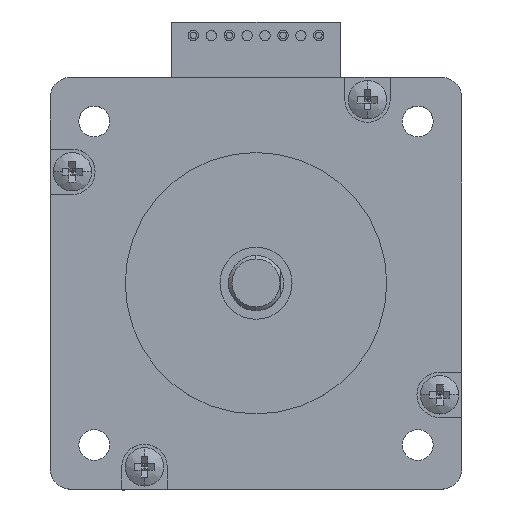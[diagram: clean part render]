
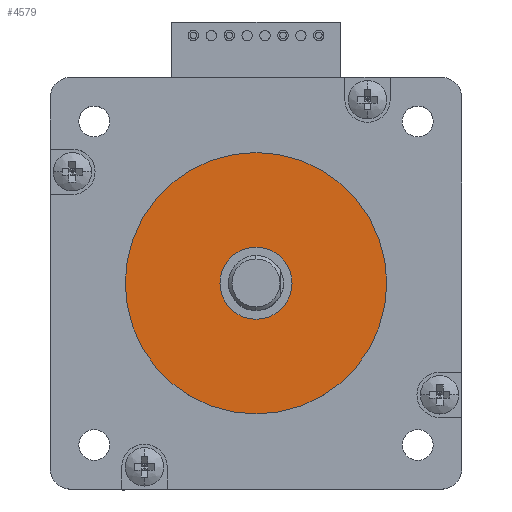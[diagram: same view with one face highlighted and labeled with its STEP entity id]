
A CAD part, top view. The second image highlights one B-rep face of the part: STEP entity #4579.
In plain terms, the highlighted face is planar.
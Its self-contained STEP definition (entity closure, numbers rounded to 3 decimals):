
#2745 = CARTESIAN_POINT ( 'NONE',  ( -19.05, 0., -1.6 ) ) ;
#4326 = DIRECTION ( 'NONE',  ( -1., 0., 0. ) ) ;
#4376 = DIRECTION ( 'NONE',  ( 0., 0., 1. ) ) ;
#4514 = CARTESIAN_POINT ( 'NONE',  ( 0., 0., -1.6 ) ) ;
#4579 = ADVANCED_FACE ( 'NONE', ( #14002, #12790 ), #20801, .T. ) ;
#9393 = EDGE_CURVE ( 'NONE', #23656, #40761, #15161, .T. ) ;
#10000 = VERTEX_POINT ( 'NONE', #30233 ) ;
#10743 = AXIS2_PLACEMENT_3D ( 'NONE', #11022, #10970, #10926 ) ;
#10926 = DIRECTION ( 'NONE',  ( -1., 0., 0. ) ) ;
#10970 = DIRECTION ( 'NONE',  ( 0., 0., 1. ) ) ;
#11022 = CARTESIAN_POINT ( 'NONE',  ( 0., 0., -1.6 ) ) ;
#12790 = FACE_OUTER_BOUND ( 'NONE', #34711, .T. ) ;
#14002 = FACE_BOUND ( 'NONE', #25934, .T. ) ;
#15161 = CIRCLE ( 'NONE', #17580, 19.05 ) ;
#15481 = EDGE_CURVE ( 'NONE', #44684, #10000, #42541, .T. ) ;
#17580 = AXIS2_PLACEMENT_3D ( 'NONE', #44509, #44277, #44077 ) ;
#19690 = CARTESIAN_POINT ( 'NONE',  ( 19.832, 19.812, -1.6 ) ) ;
#19834 = AXIS2_PLACEMENT_3D ( 'NONE', #19690, #44540, #43834 ) ;
#20250 = CIRCLE ( 'NONE', #21081, 19.05 ) ;
#20801 = PLANE ( 'NONE',  #19834 ) ;
#21081 = AXIS2_PLACEMENT_3D ( 'NONE', #37609, #37541, #37392 ) ;
#23656 = VERTEX_POINT ( 'NONE', #2745 ) ;
#25934 = EDGE_LOOP ( 'NONE', ( #42351, #40667 ) ) ;
#27609 = CARTESIAN_POINT ( 'NONE',  ( 5.25, 0., -1.6 ) ) ;
#30233 = CARTESIAN_POINT ( 'NONE',  ( -5.25, 0., -1.6 ) ) ;
#32774 = EDGE_CURVE ( 'NONE', #40761, #23656, #20250, .T. ) ;
#34491 = CARTESIAN_POINT ( 'NONE',  ( 19.05, 0., -1.6 ) ) ;
#34519 = ORIENTED_EDGE ( 'NONE', *, *, #9393, .T. ) ;
#34711 = EDGE_LOOP ( 'NONE', ( #34519, #39366 ) ) ;
#34827 = EDGE_CURVE ( 'NONE', #10000, #44684, #37206, .T. ) ;
#37206 = CIRCLE ( 'NONE', #39396, 5.25 ) ;
#37392 = DIRECTION ( 'NONE',  ( -1., 0., 0. ) ) ;
#37541 = DIRECTION ( 'NONE',  ( 0., 0., -1. ) ) ;
#37609 = CARTESIAN_POINT ( 'NONE',  ( 0., 0., -1.6 ) ) ;
#39366 = ORIENTED_EDGE ( 'NONE', *, *, #32774, .T. ) ;
#39396 = AXIS2_PLACEMENT_3D ( 'NONE', #4514, #4376, #4326 ) ;
#40667 = ORIENTED_EDGE ( 'NONE', *, *, #15481, .T. ) ;
#40761 = VERTEX_POINT ( 'NONE', #34491 ) ;
#42351 = ORIENTED_EDGE ( 'NONE', *, *, #34827, .T. ) ;
#42541 = CIRCLE ( 'NONE', #10743, 5.25 ) ;
#43834 = DIRECTION ( 'NONE',  ( 0., -1., 0. ) ) ;
#44077 = DIRECTION ( 'NONE',  ( -1., 0., 0. ) ) ;
#44277 = DIRECTION ( 'NONE',  ( 0., 0., -1. ) ) ;
#44509 = CARTESIAN_POINT ( 'NONE',  ( 0., 0., -1.6 ) ) ;
#44540 = DIRECTION ( 'NONE',  ( 0., 0., -1. ) ) ;
#44684 = VERTEX_POINT ( 'NONE', #27609 ) ;
